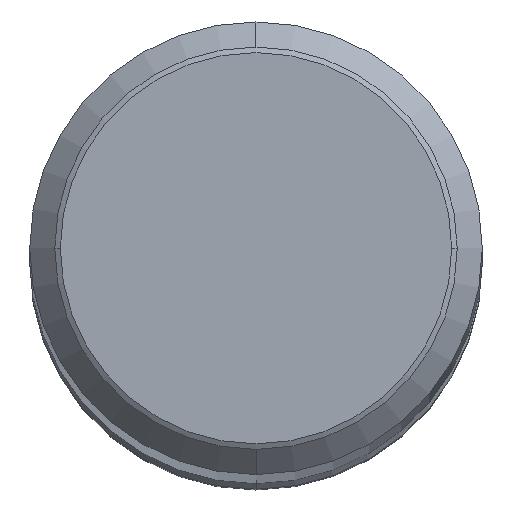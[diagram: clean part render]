
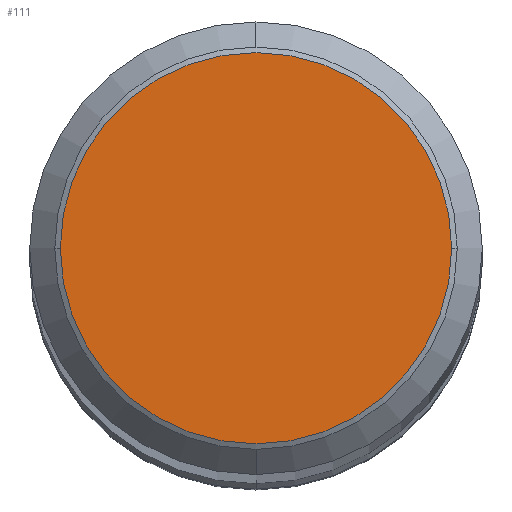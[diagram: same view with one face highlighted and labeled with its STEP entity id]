
A CAD part, top view. The second image highlights one B-rep face of the part: STEP entity #111.
In plain terms, the highlighted planar face has unit normal (0, 0, 1).
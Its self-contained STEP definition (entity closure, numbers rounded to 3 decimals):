
#111=ADVANCED_FACE('',(#301),#302,.T.);
#181=EDGE_CURVE('',#201,#221,#383,.T.);
#191=EDGE_CURVE('',#221,#201,#393,.T.);
#201=VERTEX_POINT('',#404);
#221=VERTEX_POINT('',#426);
#301=FACE_OUTER_BOUND('',#501,.T.);
#302=PLANE('',#502);
#383=CIRCLE('',#605,6.917);
#393=CIRCLE('',#620,6.917);
#404=CARTESIAN_POINT('',(6.917,0.,297.0));
#426=CARTESIAN_POINT('',(-6.917,0.,297.0));
#501=EDGE_LOOP('',(#755,#756));
#502=AXIS2_PLACEMENT_3D('',#757,#758,#759);
#605=AXIS2_PLACEMENT_3D('',#893,#894,#895);
#620=AXIS2_PLACEMENT_3D('',#903,#904,#905);
#755=ORIENTED_EDGE('',*,*,#191,.T.);
#756=ORIENTED_EDGE('',*,*,#181,.T.);
#757=CARTESIAN_POINT('',(0.,-3.5,297.0));
#758=DIRECTION('',(0.0,0.0,1.0));
#759=DIRECTION('',(0.,-1.0,0.0));
#893=CARTESIAN_POINT('',(0.,0.0,297.0));
#894=DIRECTION('',(0.0,0.0,1.0));
#895=DIRECTION('',(-1.0,0.,0.0));
#903=CARTESIAN_POINT('',(0.,0.0,297.0));
#904=DIRECTION('',(0.0,0.0,1.0));
#905=DIRECTION('',(-1.0,0.,0.0));
